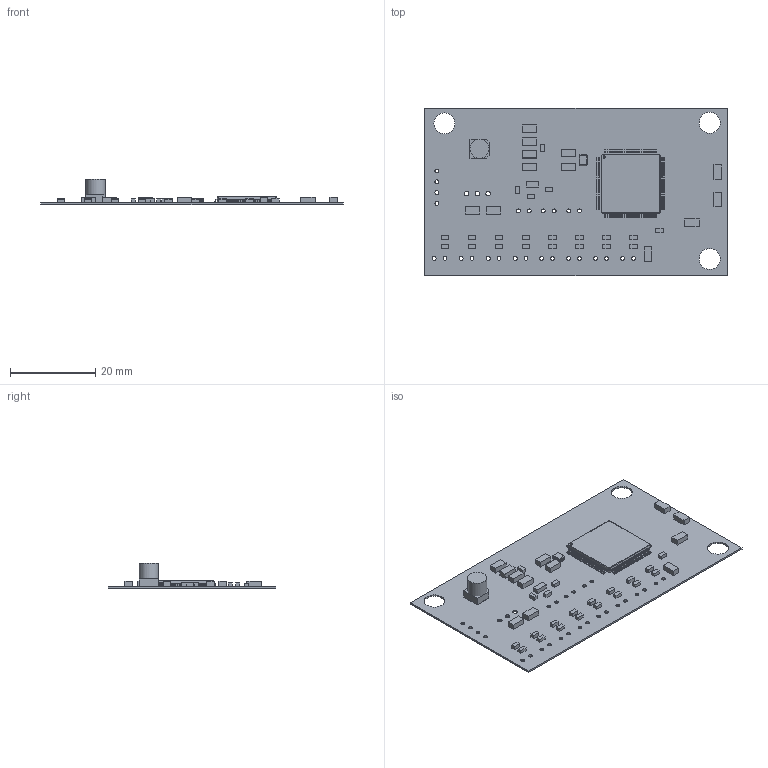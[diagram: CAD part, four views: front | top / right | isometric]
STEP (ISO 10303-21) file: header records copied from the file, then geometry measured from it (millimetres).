
FILE_DESCRIPTION(('Open CASCADE Model'),'2;1');
FILE_NAME('Open CASCADE Shape Model','2019-03-27T13:13:04',('Author'),( 'Open CASCADE'),'Open CASCADE STEP processor 6.8','Open CASCADE 6.8' ,'Unknown');
FILE_SCHEMA(('AUTOMOTIVE_DESIGN { 1 0 10303 214 1 1 1 1 }'));
Length unit declared in the file: millimetre
Products named in the file (62): PCB; Board; R8; 1015900672; Extruded; R7; R6; R5; R4; R3; R2; R1; C1; 1015900808; C2; C3; 1015900944; C4; C5; C6; C7; C8; C9; C10; C11; 1015898224; 1111169360; Cylinder; C12; C13; L1; 1108992224; Body; Open_CASCADE_STEP_translator_6.8_10.1.1; Lead; Q1; 1015898088; Q2; Q3; Q4 ...
Assembly tree (189 placements, depth 5):
  PCB
    Board
    R8
      1015900672
        Extruded
    R7
      1015900672
        Extruded
    R6
      1015900672
        Extruded
    R5
      1015900672
        Extruded
    R4
      1015900672
        Extruded
    R3
      1015900672
        Extruded
    R2
      1015900672
        Extruded
    R1
      1015900672
        Extruded
    C1
      1015900808
        Extruded
    C2
      1015900808
        Extruded
    C3
      1015900944
        Extruded
    C4
      1015900808
        Extruded
    C5
      1015900944
        Extruded
    C6
      1015900944
        Extruded
    C7
      1015900808
        Extruded
    C8
      1015900808
        Extruded
    C9
      1015900808
        Extruded
    C10
      1015900808
        Extruded
    C11
      1015898224
        Extruded
      1111169360
Bounding box: 70.99 x 39.37 x 5.91 mm (x, y, z)
Volume: 1651.1 mm3; surface area: 6846 mm2
Topology: 141 solids, 141 shells, 1860 faces, 4555 edges, 2970 vertices
Faces by surface type: plane 1315, cylinder 513, sphere 24, bspline 8
Full cylindrical faces by diameter (mm): 0.9 x26, 1.1 x3, 4.5 x1, 4.928 x3
Entity records: 10497 total; most frequent: CARTESIAN_POINT 2255, DIRECTION 1653, ORIENTED_EDGE 1206, AXIS2_PLACEMENT_3D 632, EDGE_CURVE 603, LINE 389, VECTOR 389, FACE_BOUND 349
